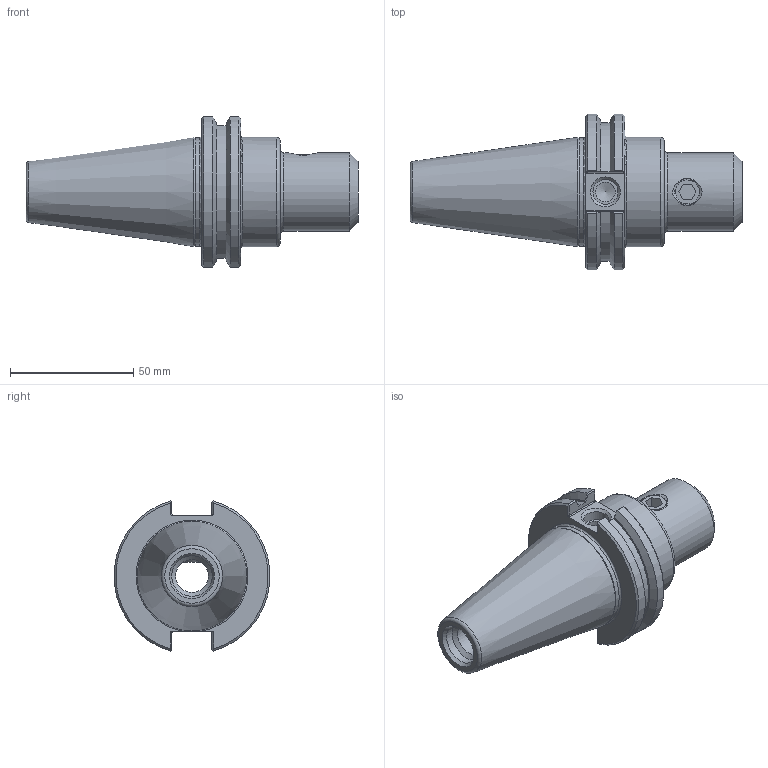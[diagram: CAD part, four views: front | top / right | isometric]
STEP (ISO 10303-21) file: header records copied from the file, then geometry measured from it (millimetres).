
FILE_DESCRIPTION((''),'2;1');
FILE_NAME('C40-M14EM2.stp','2014-11-15T13:00:52',('kaykin'),(''),'Autodesk Inventor 2012','Autodesk Inventor 2012','');
FILE_SCHEMA(('AUTOMOTIVE_DESIGN { 1 0 10303 214 1 1 1 1 }'));
Length unit declared in the file: inch
Products named in the file (3): C40-M14EM2; C40-M14EM2-1; 029-917
Assembly tree (2 placements, depth 2):
  C40-M14EM2
    C40-M14EM2-1
    029-917
Bounding box: 134.92 x 63.26 x 61.11 mm (x, y, z)
Volume: 142072.2 mm3; surface area: 28071.1 mm2
Topology: 2 solids, 2 shells, 111 faces, 288 edges, 189 vertices
Faces by surface type: plane 47, cylinder 31, cone 20, bspline 8, torus 5
Full cylindrical faces by diameter (mm): 8 x1, 9.728 x1, 10.135 x1, 11.113 x1, 13.386 x1, 13.741 x1, 15.24 x1, 16.459 x1, 31.75 x1, 43.942 x1, 44.45 x1
Entity records: 4461 total; most frequent: CARTESIAN_POINT 1796, ORIENTED_EDGE 504, DIRECTION 481, EDGE_CURVE 252, AXIS2_PLACEMENT_3D 185, VERTEX_POINT 176, EDGE_LOOP 146, FACE_OUTER_BOUND 111
